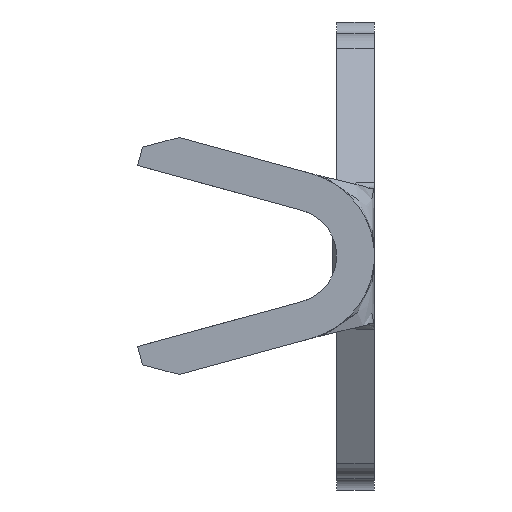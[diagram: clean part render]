
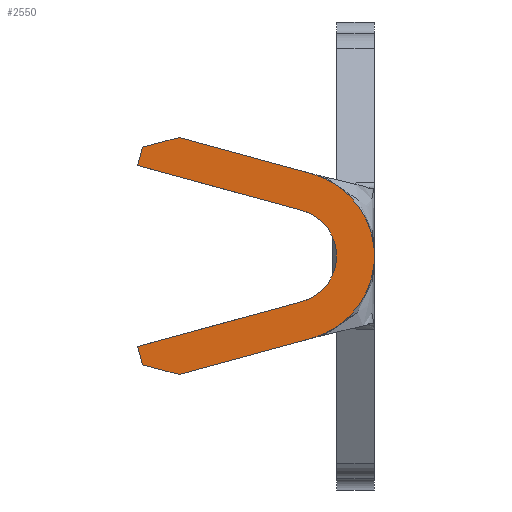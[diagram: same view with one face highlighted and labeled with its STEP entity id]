
A CAD part, left-side view. The second image highlights one B-rep face of the part: STEP entity #2550.
In plain terms, the highlighted planar face has unit normal (-1, 0, 0).
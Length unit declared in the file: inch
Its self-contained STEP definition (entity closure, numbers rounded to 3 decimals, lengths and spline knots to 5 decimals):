
#162 = AXIS2_PLACEMENT_3D ( 'NONE', #1753, #6250, #4745 ) ;
#173 = DIRECTION ( 'NONE',  ( 0., -0.967, -0.254 ) ) ;
#214 = LINE ( 'NONE', #4312, #5399 ) ;
#244 = ORIENTED_EDGE ( 'NONE', *, *, #6304, .T. ) ;
#246 = LINE ( 'NONE', #3194, #5585 ) ;
#366 = CARTESIAN_POINT ( 'NONE',  ( -0.375, 0.16483, 0.1 ) ) ;
#457 = LINE ( 'NONE', #4122, #1653 ) ;
#524 = VECTOR ( 'NONE', #5595, 39.37008 ) ;
#559 = CARTESIAN_POINT ( 'NONE',  ( -0.375, 0.072, 0. ) ) ;
#638 = CARTESIAN_POINT ( 'NONE',  ( -0.375, 0.19578, -0.09187 ) ) ;
#866 = VECTOR ( 'NONE', #1207, 39.37008 ) ;
#1004 = CARTESIAN_POINT ( 'NONE',  ( -0.375, 0.2, 0.07643 ) ) ;
#1007 = EDGE_CURVE ( 'NONE', #4894, #6492, #6186, .T. ) ;
#1039 = VERTEX_POINT ( 'NONE', #4802 ) ;
#1207 = DIRECTION ( 'NONE',  ( 0., 0.965, -0.264 ) ) ;
#1300 = DIRECTION ( 'NONE',  ( 0., 0.264, -0.965 ) ) ;
#1348 = ORIENTED_EDGE ( 'NONE', *, *, #2374, .T. ) ;
#1538 = CARTESIAN_POINT ( 'NONE',  ( -0.375, 0.05303, 0.06945 ) ) ;
#1653 = VECTOR ( 'NONE', #4319, 39.37008 ) ;
#1703 = VERTEX_POINT ( 'NONE', #5217 ) ;
#1717 = ORIENTED_EDGE ( 'NONE', *, *, #3253, .T. ) ;
#1726 = CARTESIAN_POINT ( 'NONE',  ( -0.375, 0.2, -0.07643 ) ) ;
#1753 = CARTESIAN_POINT ( 'NONE',  ( -0.375, 0.072, 0. ) ) ;
#2064 = EDGE_CURVE ( 'NONE', #6492, #3232, #3520, .T. ) ;
#2090 = CARTESIAN_POINT ( 'NONE',  ( -0.375, 0.06146, 0.03859 ) ) ;
#2141 = VERTEX_POINT ( 'NONE', #4949 ) ;
#2150 = ORIENTED_EDGE ( 'NONE', *, *, #5987, .T. ) ;
#2374 = EDGE_CURVE ( 'NONE', #3232, #1039, #457, .T. ) ;
#2381 = CARTESIAN_POINT ( 'NONE',  ( -0.375, 0.19578, 0.09187 ) ) ;
#2490 = EDGE_CURVE ( 'NONE', #2753, #1703, #6210, .T. ) ;
#2550 = ADVANCED_FACE ( 'NONE', ( #5728 ), #3775, .T. ) ;
#2565 = DIRECTION ( 'NONE',  ( 1., 0., 0. ) ) ;
#2753 = VERTEX_POINT ( 'NONE', #4456 ) ;
#2812 = LINE ( 'NONE', #3213, #3826 ) ;
#3003 = EDGE_CURVE ( 'NONE', #4169, #5069, #214, .T. ) ;
#3017 = ORIENTED_EDGE ( 'NONE', *, *, #2490, .T. ) ;
#3088 = CARTESIAN_POINT ( 'NONE',  ( -0.375, 0.072, 0. ) ) ;
#3183 = ORIENTED_EDGE ( 'NONE', *, *, #2064, .T. ) ;
#3194 = CARTESIAN_POINT ( 'NONE',  ( -0.375, 0.06146, 0.03859 ) ) ;
#3201 = CARTESIAN_POINT ( 'NONE',  ( -0.375, 0.06146, -0.03859 ) ) ;
#3213 = CARTESIAN_POINT ( 'NONE',  ( -0.375, 0.05303, -0.06945 ) ) ;
#3232 = VERTEX_POINT ( 'NONE', #1726 ) ;
#3253 = EDGE_CURVE ( 'NONE', #2141, #2753, #2812, .T. ) ;
#3319 = CARTESIAN_POINT ( 'NONE',  ( -0.375, 0.19578, 0.09187 ) ) ;
#3321 = EDGE_CURVE ( 'NONE', #1039, #2141, #3653, .T. ) ;
#3520 = LINE ( 'NONE', #3201, #866 ) ;
#3541 = EDGE_CURVE ( 'NONE', #5069, #4894, #246, .T. ) ;
#3557 = DIRECTION ( 'NONE',  ( 0., 0., 1. ) ) ;
#3615 = ORIENTED_EDGE ( 'NONE', *, *, #3541, .T. ) ;
#3653 = LINE ( 'NONE', #638, #6196 ) ;
#3677 = DIRECTION ( 'NONE',  ( 0., -0.965, 0.264 ) ) ;
#3751 = DIRECTION ( 'NONE',  ( -1., 0., 0. ) ) ;
#3775 = PLANE ( 'NONE',  #3870 ) ;
#3826 = VECTOR ( 'NONE', #3677, 39.37008 ) ;
#3835 = DIRECTION ( 'NONE',  ( 0., 0.967, -0.254 ) ) ;
#3870 = AXIS2_PLACEMENT_3D ( 'NONE', #559, #3751, #3956 ) ;
#3956 = DIRECTION ( 'NONE',  ( 0., 0., 1. ) ) ;
#3978 = LINE ( 'NONE', #3319, #6513 ) ;
#4122 = CARTESIAN_POINT ( 'NONE',  ( -0.375, 0.2, -0.07643 ) ) ;
#4169 = VERTEX_POINT ( 'NONE', #2381 ) ;
#4312 = CARTESIAN_POINT ( 'NONE',  ( -0.375, 0.2, 0.07643 ) ) ;
#4319 = DIRECTION ( 'NONE',  ( 0., -0.264, -0.965 ) ) ;
#4456 = CARTESIAN_POINT ( 'NONE',  ( -0.375, 0.05303, -0.06945 ) ) ;
#4527 = LINE ( 'NONE', #1538, #524 ) ;
#4744 = EDGE_LOOP ( 'NONE', ( #3017, #2150, #244, #5864, #3615, #6477, #3183, #1348, #6508, #1717 ) ) ;
#4745 = DIRECTION ( 'NONE',  ( 0., 0., 1. ) ) ;
#4802 = CARTESIAN_POINT ( 'NONE',  ( -0.375, 0.19578, -0.09187 ) ) ;
#4894 = VERTEX_POINT ( 'NONE', #2090 ) ;
#4949 = CARTESIAN_POINT ( 'NONE',  ( -0.375, 0.16483, -0.1 ) ) ;
#5069 = VERTEX_POINT ( 'NONE', #1004 ) ;
#5217 = CARTESIAN_POINT ( 'NONE',  ( -0.375, 0.05303, 0.06945 ) ) ;
#5399 = VECTOR ( 'NONE', #1300, 39.37008 ) ;
#5585 = VECTOR ( 'NONE', #6219, 39.37008 ) ;
#5595 = DIRECTION ( 'NONE',  ( 0., 0.965, 0.264 ) ) ;
#5728 = FACE_OUTER_BOUND ( 'NONE', #4744, .T. ) ;
#5778 = VERTEX_POINT ( 'NONE', #366 ) ;
#5864 = ORIENTED_EDGE ( 'NONE', *, *, #3003, .T. ) ;
#5985 = CARTESIAN_POINT ( 'NONE',  ( -0.375, 0.06146, -0.03859 ) ) ;
#5987 = EDGE_CURVE ( 'NONE', #1703, #5778, #4527, .T. ) ;
#6186 = CIRCLE ( 'NONE', #6318, 0.04 ) ;
#6196 = VECTOR ( 'NONE', #173, 39.37008 ) ;
#6210 = CIRCLE ( 'NONE', #162, 0.072 ) ;
#6219 = DIRECTION ( 'NONE',  ( 0., -0.965, -0.264 ) ) ;
#6250 = DIRECTION ( 'NONE',  ( -1., 0., 0. ) ) ;
#6304 = EDGE_CURVE ( 'NONE', #5778, #4169, #3978, .T. ) ;
#6318 = AXIS2_PLACEMENT_3D ( 'NONE', #3088, #2565, #3557 ) ;
#6477 = ORIENTED_EDGE ( 'NONE', *, *, #1007, .T. ) ;
#6492 = VERTEX_POINT ( 'NONE', #5985 ) ;
#6508 = ORIENTED_EDGE ( 'NONE', *, *, #3321, .T. ) ;
#6513 = VECTOR ( 'NONE', #3835, 39.37008 ) ;
